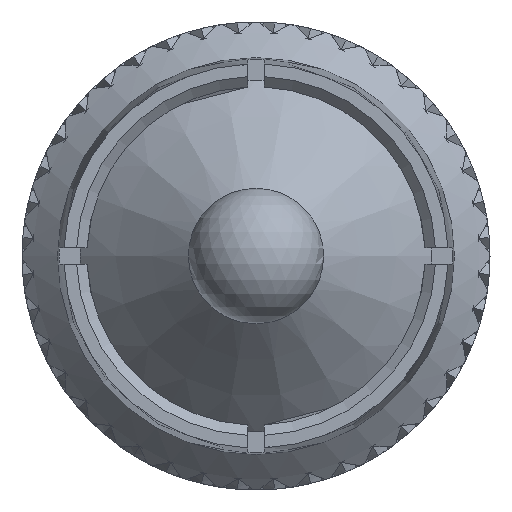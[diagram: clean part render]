
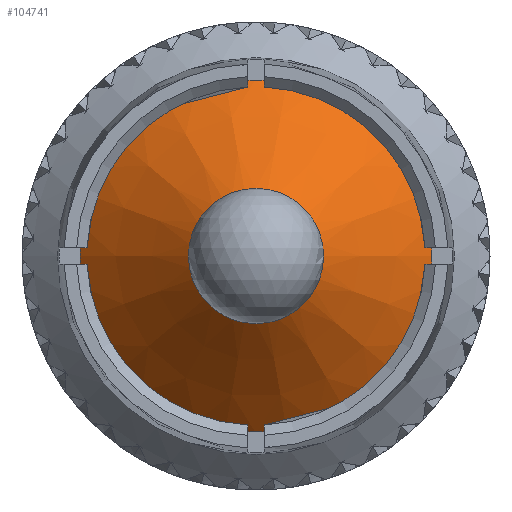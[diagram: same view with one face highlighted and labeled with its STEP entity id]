
A CAD part, left-side view. The second image highlights one B-rep face of the part: STEP entity #104741.
In plain terms, the highlighted conical face has half-angle 45.793 degrees and reference radius 5.5 mm.
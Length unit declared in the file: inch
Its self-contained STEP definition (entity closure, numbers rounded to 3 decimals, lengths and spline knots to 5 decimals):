
#10070 = CARTESIAN_POINT ( 'NONE',  ( 0.21784, 0., 0. ) ) ;
#12866 = EDGE_LOOP ( 'NONE', ( #77256 ) ) ;
#15728 = AXIS2_PLACEMENT_3D ( 'NONE', #10070, #42810, #128095 ) ;
#16375 = VERTEX_POINT ( 'NONE', #102293 ) ;
#32193 = EDGE_CURVE ( 'NONE', #16375, #16375, #64806, .T. ) ;
#32290 = CIRCLE ( 'NONE', #74673, 0.0626 ) ;
#42810 = DIRECTION ( 'NONE',  ( -1., 0., 0. ) ) ;
#64806 = CIRCLE ( 'NONE', #15728, 0.16403 ) ;
#67217 = EDGE_LOOP ( 'NONE', ( #72667 ) ) ;
#72667 = ORIENTED_EDGE ( 'NONE', *, *, #32193, .T. ) ;
#72722 = DIRECTION ( 'NONE',  ( 0., 1., 0. ) ) ;
#73221 = DIRECTION ( 'NONE',  ( 0., 1., 0. ) ) ;
#74673 = AXIS2_PLACEMENT_3D ( 'NONE', #94902, #126369, #73221 ) ;
#77256 = ORIENTED_EDGE ( 'NONE', *, *, #127171, .T. ) ;
#79947 = VERTEX_POINT ( 'NONE', #135093 ) ;
#81896 = FACE_OUTER_BOUND ( 'NONE', #67217, .T. ) ;
#91680 = FACE_BOUND ( 'NONE', #12866, .T. ) ;
#94902 = CARTESIAN_POINT ( 'NONE',  ( 0.11918, 0., 0. ) ) ;
#102293 = CARTESIAN_POINT ( 'NONE',  ( 0.21784, 0.16403, 0. ) ) ;
#103542 = DIRECTION ( 'NONE',  ( 1., 0., 0. ) ) ;
#104741 = ADVANCED_FACE ( 'NONE', ( #81896, #91680 ), #137049, .T. ) ;
#126369 = DIRECTION ( 'NONE',  ( 1., 0., 0. ) ) ;
#127171 = EDGE_CURVE ( 'NONE', #79947, #79947, #32290, .T. ) ;
#128095 = DIRECTION ( 'NONE',  ( 0., 1., 0. ) ) ;
#134774 = AXIS2_PLACEMENT_3D ( 'NONE', #136343, #103542, #72722 ) ;
#135093 = CARTESIAN_POINT ( 'NONE',  ( 0.11918, 0.0626, 0. ) ) ;
#136343 = CARTESIAN_POINT ( 'NONE',  ( 0.26891, 0., 0. ) ) ;
#137049 = CONICAL_SURFACE ( 'NONE', #134774, 0.21654, 0.799 ) ;
